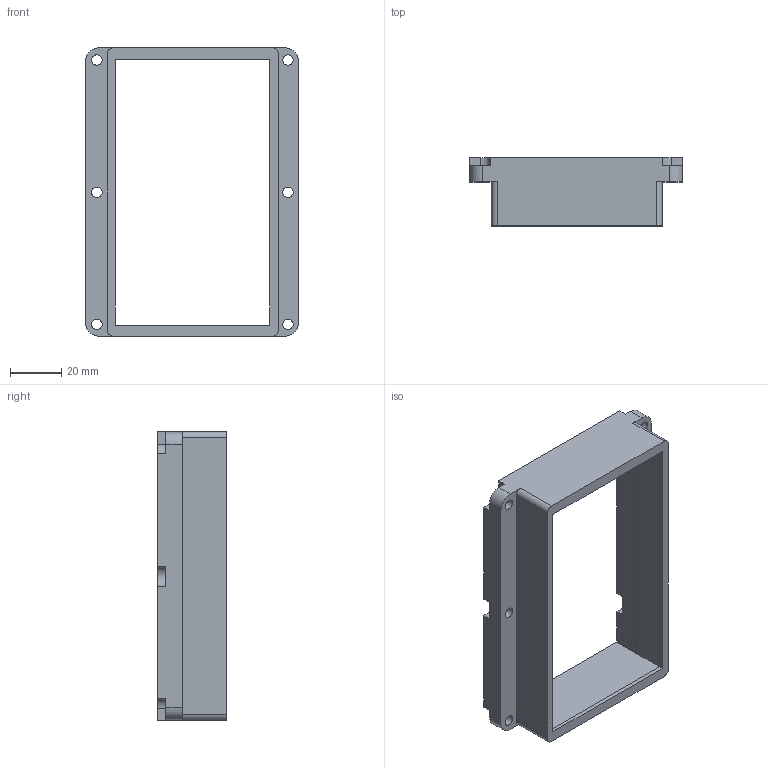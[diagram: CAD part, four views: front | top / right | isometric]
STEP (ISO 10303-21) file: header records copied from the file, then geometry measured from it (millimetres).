
FILE_DESCRIPTION(/* description */ (''),/* implementation_level */ '2;1');
FILE_NAME(/* name */ 'Body.step',/* time_stamp */ '2025-04-02T07:34:27-05:00',/* author */ (''),/* organization */ (''),/* preprocessor_version */ 'ST-DEVELOPER v20.1',/* originating_system */ 'Autodesk Translation Framework v14.4.0.0',/* authorisation */ '');
FILE_SCHEMA (('AUTOMOTIVE_DESIGN { 1 0 10303 214 3 1 1 }'));
Length unit declared in the file: millimetre
Products named in the file (2): Body; grainger-1gnl7 v1
Assembly tree (4 placements, depth 2):
  Body
    grainger-1gnl7 v1  x4
Bounding box: 82.8 x 26.67 x 112.27 mm (x, y, z)
Volume: 34630.3 mm3; surface area: 25977.9 mm2
Topology: 5 solids, 5 shells, 985 faces, 2838 edges, 1884 vertices
Faces by surface type: plane 659, cylinder 266, bspline 36, cone 24
Full cylindrical faces by diameter (mm): 1.513 x20, 3.886 x4, 3.988 x8, 4.089 x6, 5.1 x4
Entity records: 15426 total; most frequent: CARTESIAN_POINT 6603, ORIENTED_EDGE 1824, DIRECTION 1776, EDGE_CURVE 912, AXIS2_PLACEMENT_3D 626, VERTEX_POINT 606, LINE 524, VECTOR 524
